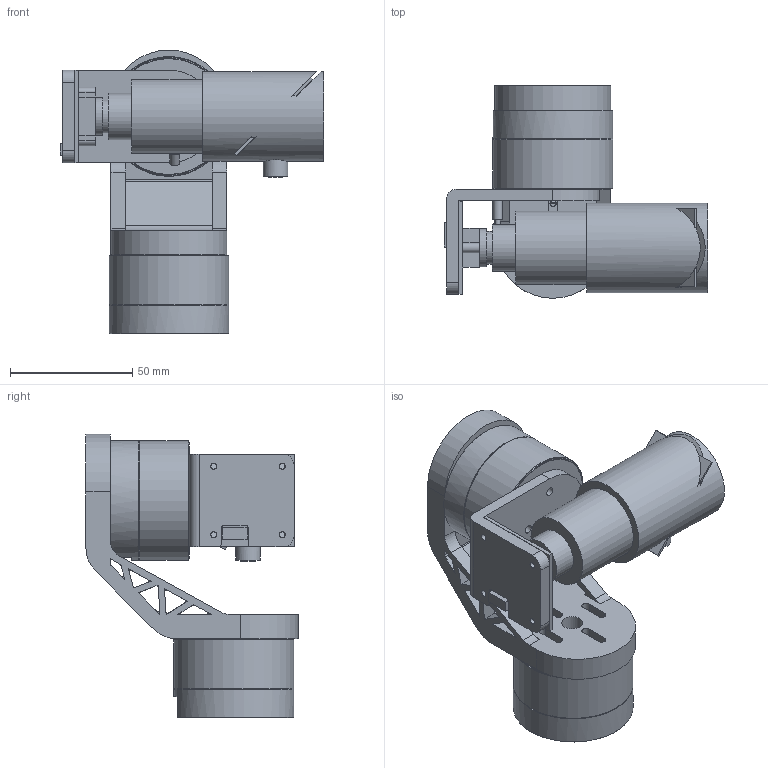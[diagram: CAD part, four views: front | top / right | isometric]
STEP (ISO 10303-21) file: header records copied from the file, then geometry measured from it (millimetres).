
FILE_DESCRIPTION(/* description */ (''),/* implementation_level */ '2;1');
FILE_NAME(/* name */ '',/* time_stamp */ '2026-02-07T16:24:24+08:00',/* author */ (''),/* organization */ (''),/* preprocessor_version */ 'ST-DEVELOPER v20.1',/* originating_system */ 'Autodesk Translation Framework v14.21.0.0',/* authorisation */ '');
FILE_SCHEMA (('AUTOMOTIVE_DESIGN { 1 0 10303 214 3 1 1 }'));
Length unit declared in the file: millimetre
Products named in the file (25): main; L4315; L4315-¶¨×Ó; L4315-×ª×Ó; L4315-ÌúÈ¦; L4315Çý¶¯°å; L4315±àÂëÆ÷´Å×ù; 9.5-5-3±àÂëÆ÷´Å¸Ö; L4315-ºó¸Ç°å; 6702Öá³Ð; L4315_1; L4315-¶¨×Ó_1; L4315-×ª×Ó_1; L4315-ÌúÈ¦_1; L4315Çý¶¯°å_1; L4315±àÂëÆ÷´Å×ù
_1; 9.5-5-3±àÂëÆ÷´Å¸Ö
_1; L4315-ºó¸Ç°å_1; 6702Öá³Ð_1; 二维云台支架; 50mm焦距摄像头; 5/5分光镜; 分光镜头罩; 小号405nm激光笔; 摄像头后飘支架
Assembly tree (26 placements, depth 3):
  main
    L4315
      L4315-¶¨×Ó
      6702Öá³Ð  x2
      L4315-×ª×Ó
      L4315-ÌúÈ¦
      L4315Çý¶¯°å
      L4315±àÂëÆ÷´Å×ù
      9.5-5-3±àÂëÆ÷´Å¸Ö
      L4315-ºó¸Ç°å
    L4315_1
      L4315-¶¨×Ó_1
      6702Öá³Ð_1  x2
      L4315-×ª×Ó_1
      L4315-ÌúÈ¦_1
      L4315Çý¶¯°å_1
      L4315±àÂëÆ÷´Å×ù
_1
      9.5-5-3±àÂëÆ÷´Å¸Ö
_1
      L4315-ºó¸Ç°å_1
    二维云台支架
    50mm焦距摄像头
    5/5分光镜
    分光镜头罩
    小号405nm激光笔
    摄像头后飘支架
Bounding box: 107.9 x 86.83 x 116.13 mm (x, y, z)
Volume: 172653.1 mm3; surface area: 116883.3 mm2
Topology: 24 solids, 24 shells, 873 faces, 2199 edges, 1445 vertices
Faces by surface type: plane 485, cylinder 340, cone 36, torus 8, sphere 2, bspline 2
Full cylindrical faces by diameter (mm): 1.6 x8, 2 x12, 2.2 x4, 2.32 x4, 2.4 x4, 2.5 x20, 2.82 x1, 3.5 x7, 3.97 x2, 4 x4, 5 x10, 5.2 x16, 5.99 x1, 6.3 x1, 8.5 x3, 9.5 x4, 10 x1, 12 x4, 12.5 x4, 12.8 x2, 13.47 x1, 15 x6, 15.47 x1, 16.4 x10, 16.6 x2, 18.97 x1, 19 x2, 19.6 x8, 21 x8, 22 x2
Entity records: 27361 total; most frequent: DIRECTION 4843, CARTESIAN_POINT 4745, ORIENTED_EDGE 4322, EDGE_CURVE 2161, AXIS2_PLACEMENT_3D 1802, VERTEX_POINT 1421, LINE 1239, VECTOR 1239
